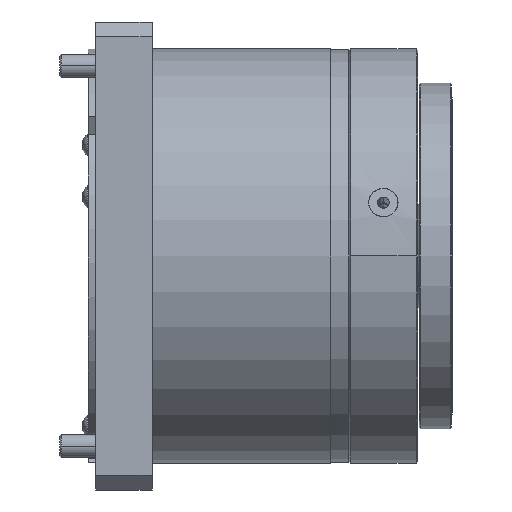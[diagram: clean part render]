
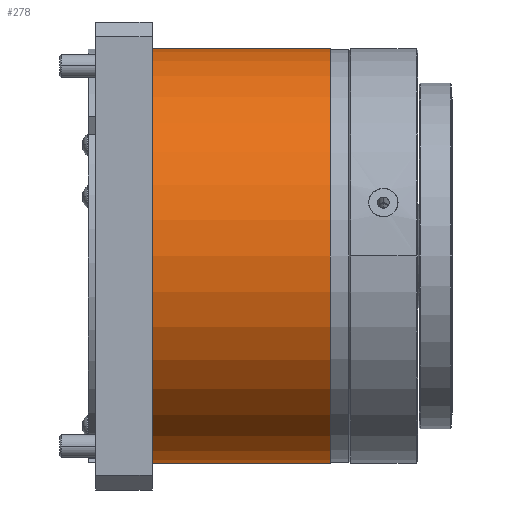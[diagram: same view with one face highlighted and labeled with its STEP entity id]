
A CAD part, left-side view. The second image highlights one B-rep face of the part: STEP entity #278.
In plain terms, the highlighted cylindrical face has radius 90 mm (diameter 180 mm), a partial arc.
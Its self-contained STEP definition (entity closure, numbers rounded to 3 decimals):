
#1=CARTESIAN_POINT('',(0.,97.544,0.));
#2=DIRECTION('',(0.,-1.,0.));
#3=DIRECTION('',(0.,0.,1.));
#4=AXIS2_PLACEMENT_3D('',#1,#2,#3);
#81=DIRECTION('',(0.,1.,0.));
#82=VECTOR('',#81,77.419);
#83=CARTESIAN_POINT('',(0.,20.125,90.));
#84=LINE('',#83,#82);
#85=DIRECTION('',(0.,1.,0.));
#86=VECTOR('',#85,77.419);
#87=CARTESIAN_POINT('',(0.,20.125,-90.));
#88=LINE('',#87,#86);
#94=CARTESIAN_POINT('',(0.,20.125,0.));
#95=DIRECTION('',(0.,-1.,0.));
#96=DIRECTION('',(0.,0.,1.));
#97=AXIS2_PLACEMENT_3D('',#94,#95,#96);
#107=CARTESIAN_POINT('',(0.,20.125,90.));
#108=CARTESIAN_POINT('',(0.,97.544,90.));
#109=VERTEX_POINT('',#107);
#110=VERTEX_POINT('',#108);
#115=CARTESIAN_POINT('',(0.,20.125,-90.));
#116=CARTESIAN_POINT('',(0.,97.544,-90.));
#117=VERTEX_POINT('',#115);
#118=VERTEX_POINT('',#116);
#267=CARTESIAN_POINT('',(0.,127.54,0.));
#268=DIRECTION('',(0.,-1.,0.));
#269=DIRECTION('',(0.,0.,-1.));
#270=AXIS2_PLACEMENT_3D('',#267,#268,#269);
#271=CYLINDRICAL_SURFACE('',#270,90.);
#272=ORIENTED_EDGE('',*,*,#258,.F.);
#273=ORIENTED_EDGE('',*,*,#244,.T.);
#274=ORIENTED_EDGE('',*,*,#261,.T.);
#275=ORIENTED_EDGE('',*,*,#138,.F.);
#276=EDGE_LOOP('',(#272,#273,#274,#275));
#277=FACE_OUTER_BOUND('',#276,.F.);
#278=ADVANCED_FACE('',(#277),#271,.T.);
#5=CIRCLE('',#4,90.);
#98=CIRCLE('',#97,90.);
#138=EDGE_CURVE('',#110,#118,#5,.T.);
#244=EDGE_CURVE('',#109,#117,#98,.T.);
#258=EDGE_CURVE('',#109,#110,#84,.T.);
#261=EDGE_CURVE('',#117,#118,#88,.T.);
